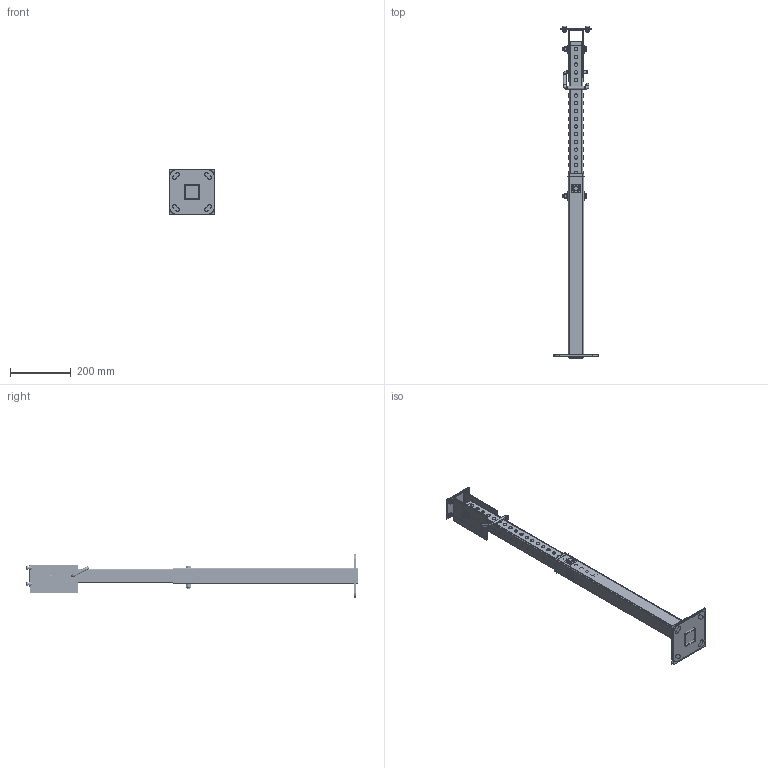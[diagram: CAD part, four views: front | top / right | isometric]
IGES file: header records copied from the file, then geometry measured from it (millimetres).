
Start section:  PTC IGES file: 193925.igs
Global section: file name: 193925.igs; native system: Creo Parametric by Parametric Technology Corporation; preprocessor: 2013230; author: pdmadmin; organization: Unknown; date: 20160307.130149; units: millimetre
Bounding box: 150.8 x 1090.99 x 150.8 mm (x, y, z)
Volume: 780786.1 mm3; surface area: 2638900.9 mm2
Topology: 33 solids, 37 shells, 2462 faces, 12694 edges, 16050 vertices
Faces by surface type: bspline 1272, revolution 1190
